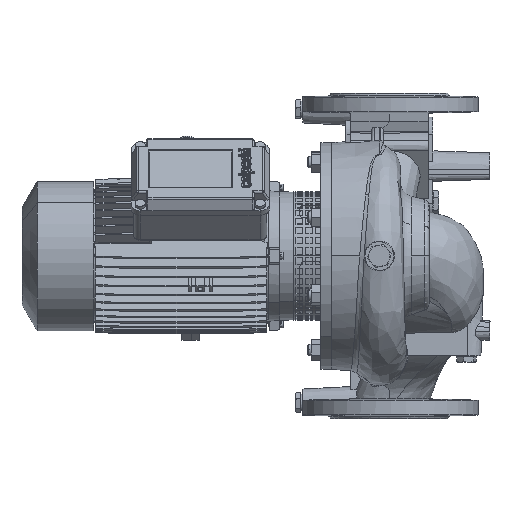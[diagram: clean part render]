
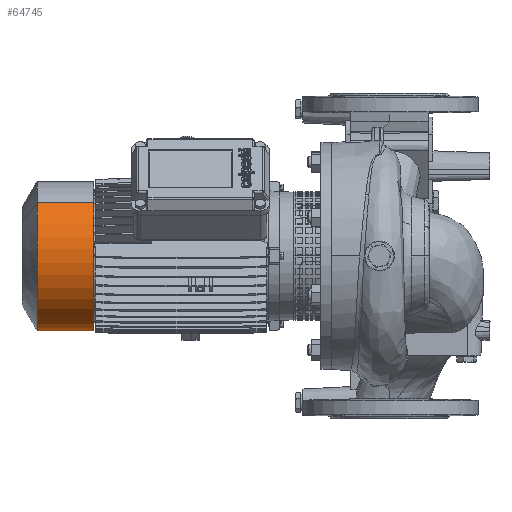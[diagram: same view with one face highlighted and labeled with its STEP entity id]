
A CAD part, left-side view. The second image highlights one B-rep face of the part: STEP entity #64745.
In plain terms, the highlighted cylindrical face has radius 78.3 mm (diameter 156.6 mm), a partial arc.
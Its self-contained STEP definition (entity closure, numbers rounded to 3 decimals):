
#2687 = CIRCLE ( 'NONE', #127389, 78.3 ) ;
#13974 = CARTESIAN_POINT ( 'NONE',  ( 0., 0., -150.238 ) ) ;
#14541 = AXIS2_PLACEMENT_3D ( 'NONE', #146665, #134788, #30352 ) ;
#16982 = CARTESIAN_POINT ( 'NONE',  ( 0., 78.3, -150.238 ) ) ;
#30352 = DIRECTION ( 'NONE',  ( 0., -1., 0. ) ) ;
#32792 = EDGE_CURVE ( 'NONE', #55090, #162134, #48974, .T. ) ;
#44982 = CARTESIAN_POINT ( 'NONE',  ( 0., 78.3, -164.8 ) ) ;
#45571 = CYLINDRICAL_SURFACE ( 'NONE', #14541, 78.3 ) ;
#48974 = LINE ( 'NONE', #88055, #162040 ) ;
#52742 = ORIENTED_EDGE ( 'NONE', *, *, #82379, .T. ) ;
#55090 = VERTEX_POINT ( 'NONE', #84577 ) ;
#64267 = ORIENTED_EDGE ( 'NONE', *, *, #120837, .F. ) ;
#64745 = ADVANCED_FACE ( 'NONE', ( #69381 ), #45571, .T. ) ;
#65690 = DIRECTION ( 'NONE',  ( 0., 0., 1. ) ) ;
#69381 = FACE_OUTER_BOUND ( 'NONE', #83156, .T. ) ;
#80354 = AXIS2_PLACEMENT_3D ( 'NONE', #85717, #148592, #109558 ) ;
#82379 = EDGE_CURVE ( 'NONE', #131362, #55090, #2687, .T. ) ;
#83156 = EDGE_LOOP ( 'NONE', ( #64267, #52742, #105070, #150092 ) ) ;
#84577 = CARTESIAN_POINT ( 'NONE',  ( 0., -78.3, -150.238 ) ) ;
#85717 = CARTESIAN_POINT ( 'NONE',  ( 0., 0., -91. ) ) ;
#88055 = CARTESIAN_POINT ( 'NONE',  ( 0., -78.3, -164.8 ) ) ;
#92397 = VERTEX_POINT ( 'NONE', #114428 ) ;
#96818 = DIRECTION ( 'NONE',  ( 0., 0., 1. ) ) ;
#105070 = ORIENTED_EDGE ( 'NONE', *, *, #32792, .T. ) ;
#109558 = DIRECTION ( 'NONE',  ( 0., -1., 0. ) ) ;
#114428 = CARTESIAN_POINT ( 'NONE',  ( 0., 78.3, -91. ) ) ;
#117536 = DIRECTION ( 'NONE',  ( 0., -1., 0. ) ) ;
#120837 = EDGE_CURVE ( 'NONE', #131362, #92397, #161326, .T. ) ;
#127389 = AXIS2_PLACEMENT_3D ( 'NONE', #13974, #65690, #117536 ) ;
#131362 = VERTEX_POINT ( 'NONE', #16982 ) ;
#134788 = DIRECTION ( 'NONE',  ( 0., 0., 1. ) ) ;
#136527 = EDGE_CURVE ( 'NONE', #92397, #162134, #139976, .T. ) ;
#139864 = DIRECTION ( 'NONE',  ( 0., 0., 1. ) ) ;
#139976 = CIRCLE ( 'NONE', #80354, 78.3 ) ;
#144248 = VECTOR ( 'NONE', #96818, 1000. ) ;
#146665 = CARTESIAN_POINT ( 'NONE',  ( 0., 0., -164.8 ) ) ;
#148592 = DIRECTION ( 'NONE',  ( 0., 0., 1. ) ) ;
#150092 = ORIENTED_EDGE ( 'NONE', *, *, #136527, .F. ) ;
#158638 = CARTESIAN_POINT ( 'NONE',  ( 0., -78.3, -91. ) ) ;
#161326 = LINE ( 'NONE', #44982, #144248 ) ;
#162040 = VECTOR ( 'NONE', #139864, 1000. ) ;
#162134 = VERTEX_POINT ( 'NONE', #158638 ) ;
